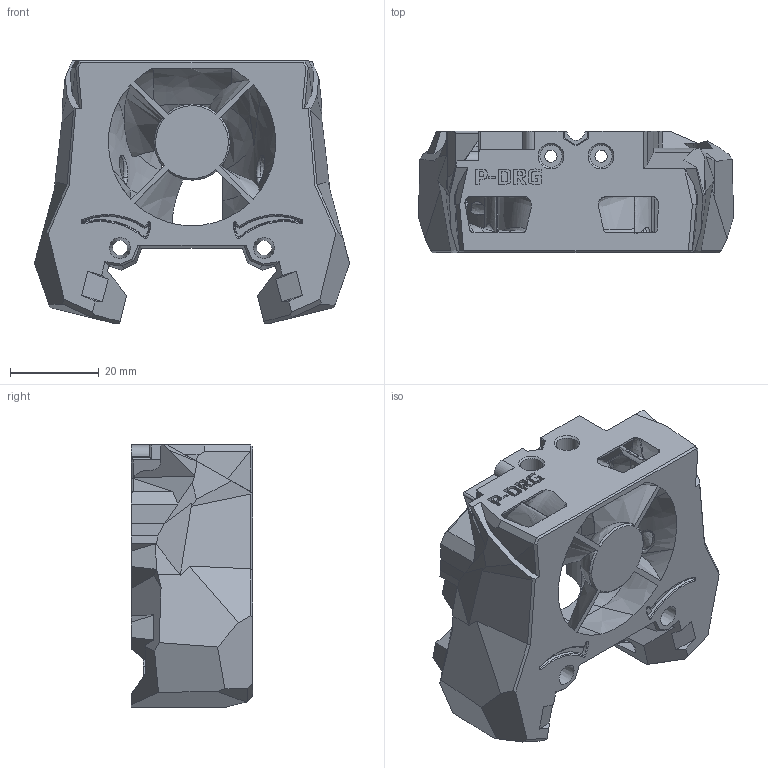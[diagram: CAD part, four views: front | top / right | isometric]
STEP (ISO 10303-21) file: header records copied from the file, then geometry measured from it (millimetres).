
FILE_DESCRIPTION(/* description */ ('Unknown'),/* implementation_level */ '2;1');
FILE_NAME(/* name */ 'Stealthburner_Printhead_Dragon_back',/* time_stamp */ '2023-05-19T10:29:31+02:00',/* author */ ('Unknown'),/* organization */ ('Unknown'),/* preprocessor_version */ 'ST-DEVELOPER v16.7',/* originating_system */ 'Solid Edge',/* authorisation */ 'Unknown');
FILE_SCHEMA (('AUTOMOTIVE_DESIGN {1 0 10303 214 3 1 1}'));
Products named in the file (1): Stealthburner_Printhead_Dragon_back
Bounding box: 71.07 x 27.4 x 59.13 mm (x, y, z)
Volume: 42443.7 mm3; surface area: 24544.2 mm2
Topology: 1 solids, 2 shells, 572 faces, 1745 edges, 1153 vertices
Faces by surface type: plane 278, bspline 203, cylinder 47, cone 40, sphere 4
Full cylindrical faces by diameter (mm): 2.75 x2, 3.4 x2, 4.6 x2, 4.7 x3, 5 x2
Entity records: 42644 total; most frequent: CARTESIAN_POINT 25030, ORIENTED_EDGE 3344, DIRECTION 1939, EDGE_CURVE 1672, VERTEX_POINT 1144, LINE 815, VECTOR 815, B_SPLINE_CURVE_WITH_KNOTS 665
